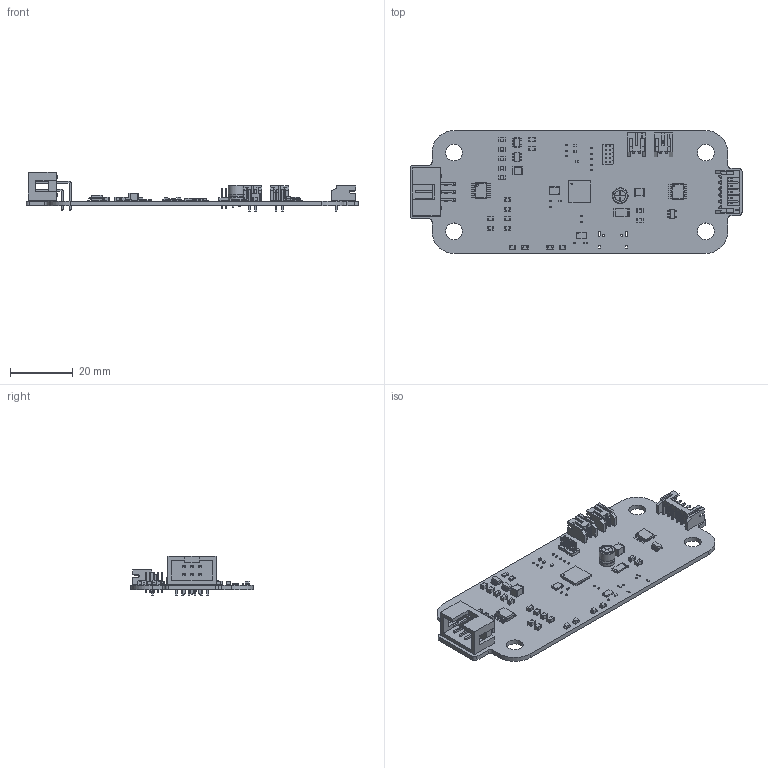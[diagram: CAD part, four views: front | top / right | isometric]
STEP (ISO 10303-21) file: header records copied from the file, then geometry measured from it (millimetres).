
FILE_DESCRIPTION(('KiCad electronic assembly'),'2;1');
FILE_NAME('BDCMotorControlBoard.step','2025-05-23T13:30:45',('Pcbnew'),( 'Kicad'),'Open CASCADE STEP processor 7.8','KiCad to STEP converter' ,'Unknown');
FILE_SCHEMA(('AUTOMOTIVE_DESIGN { 1 0 10303 214 1 1 1 1 }'));
Length unit declared in the file: millimetre
Products named in the file (23): BDCMotorControlBoard 1; C_0805_2012Metric; JST_PH_S2B-PH-K_1x02_P2.00mm_Horizontal; C_0201_0603Metric; Crystal_SMD_3225-4Pin_3.2x2.5mm; C_0402_1005Metric; PinHeader_2x05_P1.27mm_Vertical; C_1210_3225Metric; SOIC-8_3.9x4.9mm_P1.27mm; R_2010_5025Metric; R_0201_0603Metric; IDC-Header_2x03_P2.54mm_Horizontal; LED_0805_2012Metric; SOT-23-5; Texas_HTSOP-8-1EP_3.9x4.9mm_P1.27mm_EP2.85x4.9mm_Mask2.4x3.1mm_
ThermalVias; R_0805_2012Metric; JST_PH_S6B-PH-K_1x06_P2.00mm_Horizontal; CP_Radial_D5.0mm_P2.00mm; R_0402_1005Metric; SOT-23-6; Winbond_USON-8-1EP_3x2mm_P0.5mm_EP0.2x1.6mm; QFN-56-1EP_7x7mm_P0.4mm_EP3.2x3.2mm; BDCMotorControlBoard_PCB
Assembly tree (55 placements, depth 2):
  BDCMotorControlBoard 1
    C_0805_2012Metric  x13
    JST_PH_S2B-PH-K_1x02_P2.00mm_Horizontal  x2
    C_0201_0603Metric  x11
    Crystal_SMD_3225-4Pin_3.2x2.5mm
    C_0402_1005Metric  x4
    PinHeader_2x05_P1.27mm_Vertical
    C_1210_3225Metric  x2
    SOIC-8_3.9x4.9mm_P1.27mm
    R_2010_5025Metric
    R_0201_0603Metric  x2
    IDC-Header_2x03_P2.54mm_Horizontal
    LED_0805_2012Metric  x4
    SOT-23-5  x2
    Texas_HTSOP-8-1EP_3.9x4.9mm_P1.27mm_EP2.85x4.9mm_Mask2.4x3.1mm_
ThermalVias
    R_0805_2012Metric  x2
    JST_PH_S6B-PH-K_1x06_P2.00mm_Horizontal
    CP_Radial_D5.0mm_P2.00mm
    R_0402_1005Metric
    SOT-23-6
    Winbond_USON-8-1EP_3x2mm_P0.5mm_EP0.2x1.6mm
    QFN-56-1EP_7x7mm_P0.4mm_EP3.2x3.2mm
    BDCMotorControlBoard_PCB
Bounding box: 105.5 x 39 x 12.49 mm (x, y, z)
Volume: 6929.1 mm3; surface area: 11488.8 mm2
Topology: 55 solids, 56 shells, 3261 faces, 8592 edges, 5559 vertices
Faces by surface type: plane 2398, cylinder 698, bspline 158, revolution 5, torus 2
Full cylindrical faces by diameter (mm): 0.2 x1, 0.25 x1, 0.33 x6, 0.4 x1, 0.5 x2, 0.6 x1, 0.65 x12, 0.75 x10, 0.8 x2, 1 x12, 5.3 x4
Entity records: 80543 total; most frequent: CARTESIAN_POINT 12547, ORIENTED_EDGE 11192, DIRECTION 10187, EDGE_CURVE 5596, LINE 4780, VECTOR 4780, VERTEX_POINT 3591, AXIS2_PLACEMENT_3D 2701
